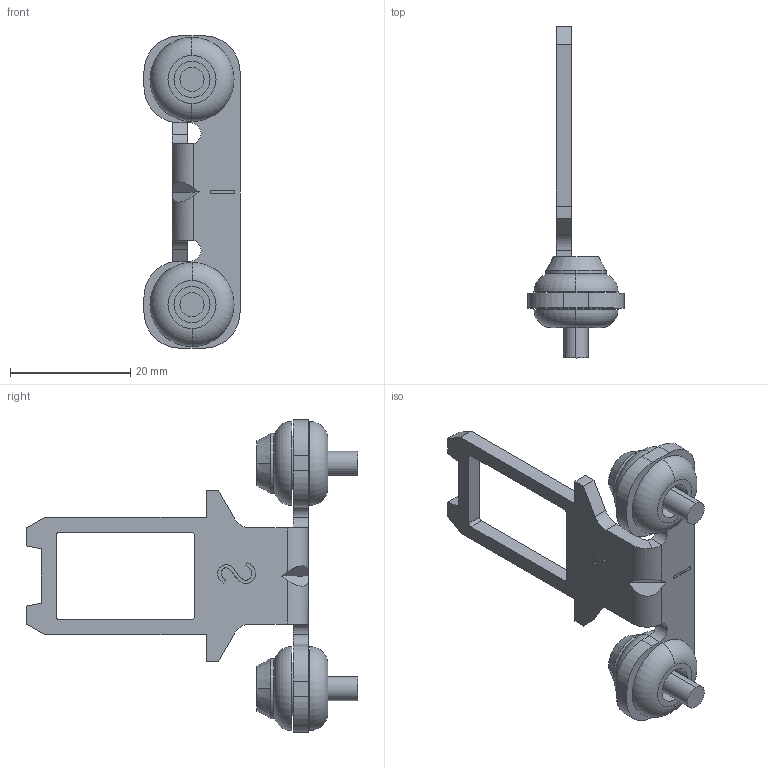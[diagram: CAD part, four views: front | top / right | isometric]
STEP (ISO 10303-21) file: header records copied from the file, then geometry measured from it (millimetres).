
FILE_DESCRIPTION(('VARGEN'),'2;1');
FILE_NAME('5319976.stp','2008-08-13T12:05:10',('SICK AG'),('SICK AG'),'OneSpace Designer STEP processor for AP214 (Solid Model)','OneSpace Modeling 15.00A 14-Mar-2007 (C) CoCreate Software GmbH','');
FILE_SCHEMA(('AUTOMOTIVE_DESIGN { 1 0 10303 214 1 1 1 1 }'));
Length unit declared in the file: millimetre
Products named in the file (2): 5319976
Assembly tree (1 placements, depth 2):
  5319976
    5319976
Bounding box: 16 x 55.25 x 52 mm (x, y, z)
Volume: 4569.4 mm3; surface area: 5091.5 mm2
Topology: 1 solids, 1 shells, 172 faces, 450 edges, 300 vertices
Faces by surface type: plane 79, cylinder 50, bspline 31, torus 8, cone 4
Entity records: 7281 total; most frequent: CARTESIAN_POINT 3398, ORIENTED_EDGE 900, DIRECTION 646, EDGE_CURVE 450, VERTEX_POINT 300, VECTOR 238, LINE 238, AXIS2_PLACEMENT_3D 204
